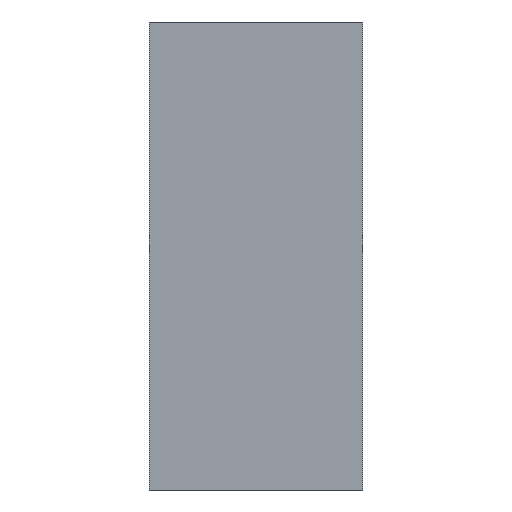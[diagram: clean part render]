
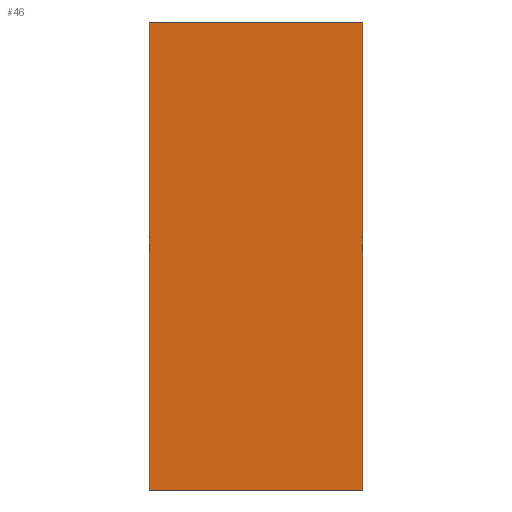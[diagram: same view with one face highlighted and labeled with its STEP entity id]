
A CAD part, left-side view. The second image highlights one B-rep face of the part: STEP entity #46.
In plain terms, the highlighted planar face has unit normal (-1, 0, 0).
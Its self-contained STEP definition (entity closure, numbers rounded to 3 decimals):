
#46 = ADVANCED_FACE( '', ( #92 ), #93, .F. );
#92 = FACE_OUTER_BOUND( '', #129, .T. );
#93 = PLANE( '', #130 );
#129 = EDGE_LOOP( '', ( #189, #190, #191, #192 ) );
#130 = AXIS2_PLACEMENT_3D( '', #193, #194, #195 );
#189 = ORIENTED_EDGE( '', *, *, #216, .T. );
#190 = ORIENTED_EDGE( '', *, *, #200, .F. );
#191 = ORIENTED_EDGE( '', *, *, #209, .F. );
#192 = ORIENTED_EDGE( '', *, *, #203, .T. );
#193 = CARTESIAN_POINT( '', ( -223., 31., 136. ) );
#194 = DIRECTION( '', ( 1., 0., 0. ) );
#195 = DIRECTION( '', ( 0., 0., -1. ) );
#200 = EDGE_CURVE( '', #226, #221, #228, .T. );
#203 = EDGE_CURVE( '', #233, #231, #234, .T. );
#209 = EDGE_CURVE( '', #233, #226, #243, .T. );
#216 = EDGE_CURVE( '', #231, #221, #252, .T. );
#221 = VERTEX_POINT( '', #257 );
#226 = VERTEX_POINT( '', #264 );
#228 = LINE( '', #267, #268 );
#231 = VERTEX_POINT( '', #271 );
#233 = VERTEX_POINT( '', #274 );
#234 = LINE( '', #275, #276 );
#243 = LINE( '', #287, #288 );
#252 = LINE( '', #299, #300 );
#257 = CARTESIAN_POINT( '', ( -223., -31., 0. ) );
#264 = CARTESIAN_POINT( '', ( -223., -31., 136. ) );
#267 = CARTESIAN_POINT( '', ( -223., -31., 136. ) );
#268 = VECTOR( '', #307, 1000. );
#271 = CARTESIAN_POINT( '', ( -223., 31., 0. ) );
#274 = CARTESIAN_POINT( '', ( -223., 31., 136. ) );
#275 = CARTESIAN_POINT( '', ( -223., 31., 136. ) );
#276 = VECTOR( '', #309, 1000. );
#287 = CARTESIAN_POINT( '', ( -223., 31., 136. ) );
#288 = VECTOR( '', #318, 1000. );
#299 = CARTESIAN_POINT( '', ( -223., 31., 0. ) );
#300 = VECTOR( '', #327, 1000. );
#307 = DIRECTION( '', ( 0., 0., -1. ) );
#309 = DIRECTION( '', ( 0., 0., -1. ) );
#318 = DIRECTION( '', ( 0., -1., 0. ) );
#327 = DIRECTION( '', ( 0., -1., 0. ) );
